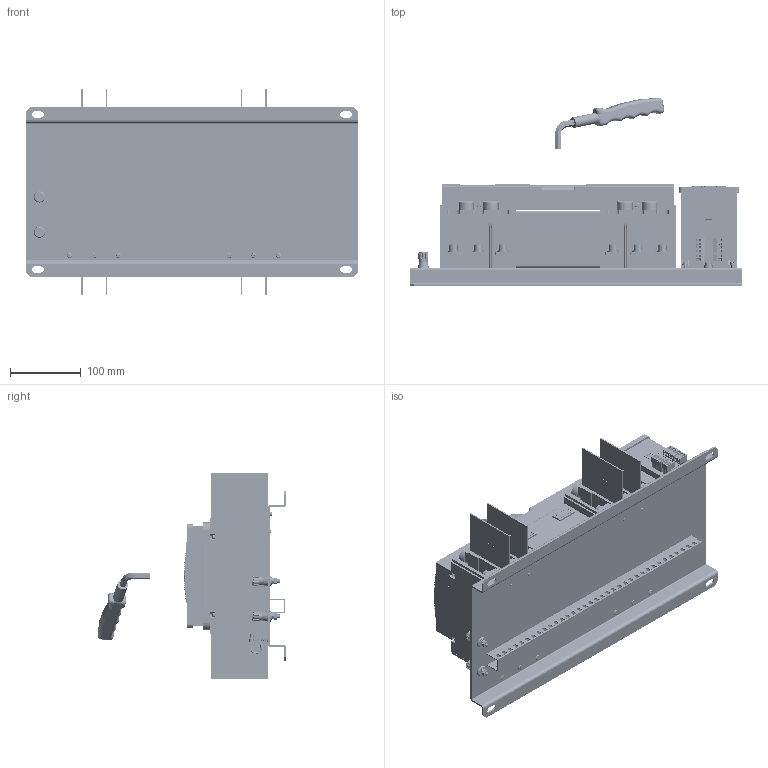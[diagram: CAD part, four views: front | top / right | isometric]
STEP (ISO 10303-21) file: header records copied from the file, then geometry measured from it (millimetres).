
FILE_DESCRIPTION (( 'STEP AP214' ), '1' );
FILE_NAME ('ATS-TSM-225-250A-3P-PRO.ÃÌ Óñòðîéñòâî ÀÂÐ ÒÑM 225,250À 3ð.STEP', '2025-01-28T12:31:20', ( '' ), ( '' ), 'SwSTEP 2.0', 'SolidWorks 2021', '' );
FILE_SCHEMA (( 'AUTOMOTIVE_DESIGN' ));
Length unit declared in the file: millimetre
Products named in the file (1): ATS-TSM-225-250A-3P-PRO.ÃÌ Óñòðîéñòâî ÀÂÐ ÒÑM 225,250À 3ð
Bounding box: 470 x 266.37 x 290.4 mm (x, y, z)
Volume: 4689914.6 mm3; surface area: 1161857.7 mm2
Topology: 136 solids, 136 shells, 13643 faces, 35945 edges, 23244 vertices
Faces by surface type: plane 8132, cylinder 2669, bspline 2134, torus 440, cone 192, sphere 76
Entity records: 668313 total; most frequent: CARTESIAN_POINT 192120, ORIENTED_EDGE 71650, DIRECTION 59326, EDGE_CURVE 35825, VECTOR 24674, LINE 24674, VERTEX_POINT 23238, AXIS2_PLACEMENT_3D 17326
